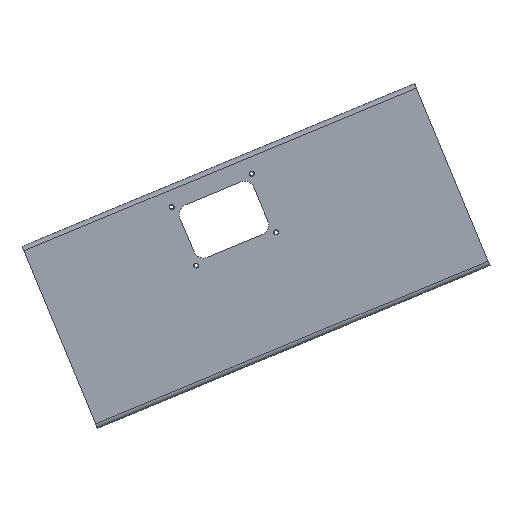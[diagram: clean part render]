
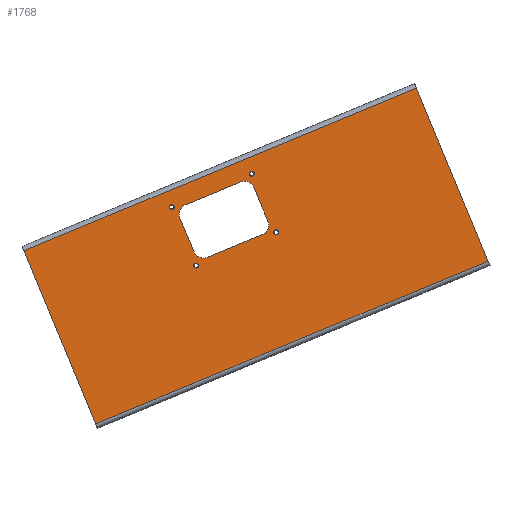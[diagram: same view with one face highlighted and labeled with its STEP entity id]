
A CAD part, front view. The second image highlights one B-rep face of the part: STEP entity #1768.
In plain terms, the highlighted face is planar.
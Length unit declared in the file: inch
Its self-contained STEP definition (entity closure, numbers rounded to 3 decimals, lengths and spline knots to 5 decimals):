
#21 = EDGE_CURVE ( 'NONE', #1566, #1566, #1538, .T. ) ;
#33 = CARTESIAN_POINT ( 'NONE',  ( -3.20866, 2.52359, -2.89407 ) ) ;
#65 = VERTEX_POINT ( 'NONE', #1523 ) ;
#79 = DIRECTION ( 'NONE',  ( 1., 0., 0. ) ) ;
#110 = ORIENTED_EDGE ( 'NONE', *, *, #1113, .T. ) ;
#133 = DIRECTION ( 'NONE',  ( 1., 0., 0. ) ) ;
#161 = EDGE_CURVE ( 'NONE', #1582, #3517, #2678, .T. ) ;
#195 = DIRECTION ( 'NONE',  ( -1., 0., 0. ) ) ;
#237 = CARTESIAN_POINT ( 'NONE',  ( -3.20866, 4.49209, -2.57911 ) ) ;
#261 = LINE ( 'NONE', #1005, #1656 ) ;
#263 = LINE ( 'NONE', #732, #552 ) ;
#275 = VERTEX_POINT ( 'NONE', #2198 ) ;
#302 = VECTOR ( 'NONE', #794, 39.37008 ) ;
#307 = LINE ( 'NONE', #2428, #2102 ) ;
#324 = VECTOR ( 'NONE', #3214, 39.37008 ) ;
#337 = ORIENTED_EDGE ( 'NONE', *, *, #2202, .F. ) ;
#356 = FACE_BOUND ( 'NONE', #2249, .T. ) ;
#398 = CIRCLE ( 'NONE', #515, 0.05906 ) ;
#493 = CARTESIAN_POINT ( 'NONE',  ( -3.20866, 8.85837, -0.0315 ) ) ;
#512 = VERTEX_POINT ( 'NONE', #694 ) ;
#515 = AXIS2_PLACEMENT_3D ( 'NONE', #2957, #548, #2936 ) ;
#548 = DIRECTION ( 'NONE',  ( -1., 0., 0. ) ) ;
#552 = VECTOR ( 'NONE', #3348, 39.37008 ) ;
#591 = LINE ( 'NONE', #2541, #302 ) ;
#683 = VERTEX_POINT ( 'NONE', #2735 ) ;
#686 = DIRECTION ( 'NONE',  ( 0., 0., -1. ) ) ;
#691 = PLANE ( 'NONE',  #1914 ) ;
#694 = CARTESIAN_POINT ( 'NONE',  ( -3.20866, 2.3858, -4.07517 ) ) ;
#732 = CARTESIAN_POINT ( 'NONE',  ( -3.20866, -1.181, -14.87242 ) ) ;
#756 = DIRECTION ( 'NONE',  ( 0., 0., -1. ) ) ;
#760 = CARTESIAN_POINT ( 'NONE',  ( -3.20866, -1.181, -14.87242 ) ) ;
#762 = DIRECTION ( 'NONE',  ( 0., 0., -1. ) ) ;
#794 = DIRECTION ( 'NONE',  ( 0., 1., 0. ) ) ;
#796 = AXIS2_PLACEMENT_3D ( 'NONE', #237, #2297, #1123 ) ;
#832 = DIRECTION ( 'NONE',  ( 0., 0., 1. ) ) ;
#837 = CARTESIAN_POINT ( 'NONE',  ( -3.20866, -1.181, -4.45669 ) ) ;
#855 = DIRECTION ( 'NONE',  ( -1., 0., 0. ) ) ;
#901 = VERTEX_POINT ( 'NONE', #948 ) ;
#940 = EDGE_LOOP ( 'NONE', ( #2352 ) ) ;
#948 = CARTESIAN_POINT ( 'NONE',  ( -3.20866, 4.43304, -4.07517 ) ) ;
#990 = DIRECTION ( 'NONE',  ( 0., 0., 1. ) ) ;
#992 = ORIENTED_EDGE ( 'NONE', *, *, #2020, .T. ) ;
#999 = CIRCLE ( 'NONE', #3491, 0.05906 ) ;
#1005 = CARTESIAN_POINT ( 'NONE',  ( -3.20866, 4.41335, -3.76021 ) ) ;
#1033 = EDGE_CURVE ( 'NONE', #2966, #65, #261, .T. ) ;
#1047 = FACE_BOUND ( 'NONE', #1874, .T. ) ;
#1070 = CARTESIAN_POINT ( 'NONE',  ( -3.20866, -1.181, -0.0315 ) ) ;
#1090 = ORIENTED_EDGE ( 'NONE', *, *, #3345, .T. ) ;
#1108 = AXIS2_PLACEMENT_3D ( 'NONE', #3672, #133, #686 ) ;
#1113 = EDGE_CURVE ( 'NONE', #3517, #3622, #307, .T. ) ;
#1120 = CARTESIAN_POINT ( 'NONE',  ( -3.20866, 2.52359, -3.76021 ) ) ;
#1123 = DIRECTION ( 'NONE',  ( 0., -1., 0. ) ) ;
#1194 = ORIENTED_EDGE ( 'NONE', *, *, #2655, .T. ) ;
#1264 = ORIENTED_EDGE ( 'NONE', *, *, #1958, .F. ) ;
#1316 = CIRCLE ( 'NONE', #3826, 0.23622 ) ;
#1357 = EDGE_CURVE ( 'NONE', #901, #901, #398, .T. ) ;
#1358 = ORIENTED_EDGE ( 'NONE', *, *, #2486, .T. ) ;
#1446 = ORIENTED_EDGE ( 'NONE', *, *, #2578, .T. ) ;
#1477 = EDGE_LOOP ( 'NONE', ( #2804, #3462, #337, #1194 ) ) ;
#1481 = EDGE_CURVE ( 'NONE', #1581, #3799, #591, .T. ) ;
#1489 = CARTESIAN_POINT ( 'NONE',  ( -3.20866, 8.85837, -4.45669 ) ) ;
#1523 = CARTESIAN_POINT ( 'NONE',  ( -3.20866, 4.41335, -2.89407 ) ) ;
#1538 = CIRCLE ( 'NONE', #796, 0.05906 ) ;
#1566 = VERTEX_POINT ( 'NONE', #2791 ) ;
#1576 = CARTESIAN_POINT ( 'NONE',  ( -3.20866, 2.75981, -3.76021 ) ) ;
#1581 = VERTEX_POINT ( 'NONE', #1070 ) ;
#1582 = VERTEX_POINT ( 'NONE', #1120 ) ;
#1600 = CARTESIAN_POINT ( 'NONE',  ( -3.20866, -1.181, -4.45669 ) ) ;
#1612 = CIRCLE ( 'NONE', #1108, 0.23622 ) ;
#1656 = VECTOR ( 'NONE', #990, 39.37008 ) ;
#1658 = LINE ( 'NONE', #1746, #2201 ) ;
#1671 = AXIS2_PLACEMENT_3D ( 'NONE', #1576, #3065, #3623 ) ;
#1743 = LINE ( 'NONE', #2508, #2478 ) ;
#1746 = CARTESIAN_POINT ( 'NONE',  ( -3.20866, 4.17713, -2.65785 ) ) ;
#1752 = LINE ( 'NONE', #837, #324 ) ;
#1761 = CARTESIAN_POINT ( 'NONE',  ( -3.20866, 2.44485, -2.57911 ) ) ;
#1768 = ADVANCED_FACE ( 'NONE', ( #3813, #356, #1047, #2420, #2800, #1819 ), #691, .T. ) ;
#1789 = CARTESIAN_POINT ( 'NONE',  ( -3.20866, 2.75981, -3.99643 ) ) ;
#1819 = FACE_OUTER_BOUND ( 'NONE', #1477, .T. ) ;
#1857 = EDGE_CURVE ( 'NONE', #3704, #1581, #263, .T. ) ;
#1874 = EDGE_LOOP ( 'NONE', ( #1264 ) ) ;
#1914 = AXIS2_PLACEMENT_3D ( 'NONE', #760, #2287, #2586 ) ;
#1958 = EDGE_CURVE ( 'NONE', #683, #683, #2597, .T. ) ;
#2020 = EDGE_CURVE ( 'NONE', #275, #2377, #1658, .T. ) ;
#2041 = ORIENTED_EDGE ( 'NONE', *, *, #161, .T. ) ;
#2077 = CARTESIAN_POINT ( 'NONE',  ( -3.20866, 4.41335, -3.76021 ) ) ;
#2102 = VECTOR ( 'NONE', #2474, 39.37008 ) ;
#2198 = CARTESIAN_POINT ( 'NONE',  ( -3.20866, 4.17713, -2.65785 ) ) ;
#2201 = VECTOR ( 'NONE', #2343, 39.37008 ) ;
#2202 = EDGE_CURVE ( 'NONE', #3239, #3799, #2382, .T. ) ;
#2221 = CIRCLE ( 'NONE', #3144, 0.23622 ) ;
#2249 = EDGE_LOOP ( 'NONE', ( #2956 ) ) ;
#2269 = ORIENTED_EDGE ( 'NONE', *, *, #21, .F. ) ;
#2287 = DIRECTION ( 'NONE',  ( -1., 0., 0. ) ) ;
#2297 = DIRECTION ( 'NONE',  ( -1., 0., 0. ) ) ;
#2343 = DIRECTION ( 'NONE',  ( 0., -1., 0. ) ) ;
#2352 = ORIENTED_EDGE ( 'NONE', *, *, #1357, .F. ) ;
#2377 = VERTEX_POINT ( 'NONE', #2933 ) ;
#2382 = LINE ( 'NONE', #2890, #2985 ) ;
#2420 = FACE_BOUND ( 'NONE', #2867, .T. ) ;
#2428 = CARTESIAN_POINT ( 'NONE',  ( -3.20866, 2.75981, -3.99643 ) ) ;
#2474 = DIRECTION ( 'NONE',  ( 0., 1., 0. ) ) ;
#2478 = VECTOR ( 'NONE', #762, 39.37008 ) ;
#2486 = EDGE_CURVE ( 'NONE', #3622, #2966, #1316, .T. ) ;
#2508 = CARTESIAN_POINT ( 'NONE',  ( -3.20866, 2.52359, -2.89407 ) ) ;
#2541 = CARTESIAN_POINT ( 'NONE',  ( -3.20866, -1.181, -0.0315 ) ) ;
#2578 = EDGE_CURVE ( 'NONE', #2377, #3283, #1612, .T. ) ;
#2586 = DIRECTION ( 'NONE',  ( 0., -1., 0. ) ) ;
#2597 = CIRCLE ( 'NONE', #3062, 0.05906 ) ;
#2655 = EDGE_CURVE ( 'NONE', #3239, #3704, #1752, .T. ) ;
#2678 = CIRCLE ( 'NONE', #1671, 0.23622 ) ;
#2735 = CARTESIAN_POINT ( 'NONE',  ( -3.20866, 2.3858, -2.57911 ) ) ;
#2791 = CARTESIAN_POINT ( 'NONE',  ( -3.20866, 4.43304, -2.57911 ) ) ;
#2800 = FACE_BOUND ( 'NONE', #940, .T. ) ;
#2804 = ORIENTED_EDGE ( 'NONE', *, *, #1857, .T. ) ;
#2827 = ORIENTED_EDGE ( 'NONE', *, *, #1033, .T. ) ;
#2867 = EDGE_LOOP ( 'NONE', ( #2269 ) ) ;
#2890 = CARTESIAN_POINT ( 'NONE',  ( -3.20866, 8.85837, -14.87242 ) ) ;
#2933 = CARTESIAN_POINT ( 'NONE',  ( -3.20866, 2.75981, -2.65785 ) ) ;
#2936 = DIRECTION ( 'NONE',  ( 0., -1., 0. ) ) ;
#2956 = ORIENTED_EDGE ( 'NONE', *, *, #3716, .F. ) ;
#2957 = CARTESIAN_POINT ( 'NONE',  ( -3.20866, 4.49209, -4.07517 ) ) ;
#2966 = VERTEX_POINT ( 'NONE', #2077 ) ;
#2985 = VECTOR ( 'NONE', #832, 39.37008 ) ;
#3044 = DIRECTION ( 'NONE',  ( 1., 0., 0. ) ) ;
#3062 = AXIS2_PLACEMENT_3D ( 'NONE', #1761, #855, #3255 ) ;
#3065 = DIRECTION ( 'NONE',  ( 1., 0., 0. ) ) ;
#3114 = EDGE_LOOP ( 'NONE', ( #1358, #2827, #3307, #992, #1446, #1090, #2041, #110 ) ) ;
#3116 = EDGE_CURVE ( 'NONE', #65, #275, #2221, .T. ) ;
#3144 = AXIS2_PLACEMENT_3D ( 'NONE', #3444, #79, #756 ) ;
#3214 = DIRECTION ( 'NONE',  ( 0., -1., 0. ) ) ;
#3239 = VERTEX_POINT ( 'NONE', #1489 ) ;
#3255 = DIRECTION ( 'NONE',  ( 0., -1., 0. ) ) ;
#3283 = VERTEX_POINT ( 'NONE', #33 ) ;
#3296 = DIRECTION ( 'NONE',  ( 0., 0., -1. ) ) ;
#3307 = ORIENTED_EDGE ( 'NONE', *, *, #3116, .T. ) ;
#3345 = EDGE_CURVE ( 'NONE', #3283, #1582, #1743, .T. ) ;
#3348 = DIRECTION ( 'NONE',  ( 0., 0., 1. ) ) ;
#3444 = CARTESIAN_POINT ( 'NONE',  ( -3.20866, 4.17713, -2.89407 ) ) ;
#3452 = DIRECTION ( 'NONE',  ( 0., -1., 0. ) ) ;
#3462 = ORIENTED_EDGE ( 'NONE', *, *, #1481, .T. ) ;
#3491 = AXIS2_PLACEMENT_3D ( 'NONE', #3616, #195, #3452 ) ;
#3517 = VERTEX_POINT ( 'NONE', #1789 ) ;
#3601 = CARTESIAN_POINT ( 'NONE',  ( -3.20866, 4.17713, -3.76021 ) ) ;
#3616 = CARTESIAN_POINT ( 'NONE',  ( -3.20866, 2.44485, -4.07517 ) ) ;
#3622 = VERTEX_POINT ( 'NONE', #3696 ) ;
#3623 = DIRECTION ( 'NONE',  ( 0., 0., -1. ) ) ;
#3672 = CARTESIAN_POINT ( 'NONE',  ( -3.20866, 2.75981, -2.89407 ) ) ;
#3696 = CARTESIAN_POINT ( 'NONE',  ( -3.20866, 4.17713, -3.99643 ) ) ;
#3704 = VERTEX_POINT ( 'NONE', #1600 ) ;
#3716 = EDGE_CURVE ( 'NONE', #512, #512, #999, .T. ) ;
#3799 = VERTEX_POINT ( 'NONE', #493 ) ;
#3813 = FACE_BOUND ( 'NONE', #3114, .T. ) ;
#3826 = AXIS2_PLACEMENT_3D ( 'NONE', #3601, #3044, #3296 ) ;
